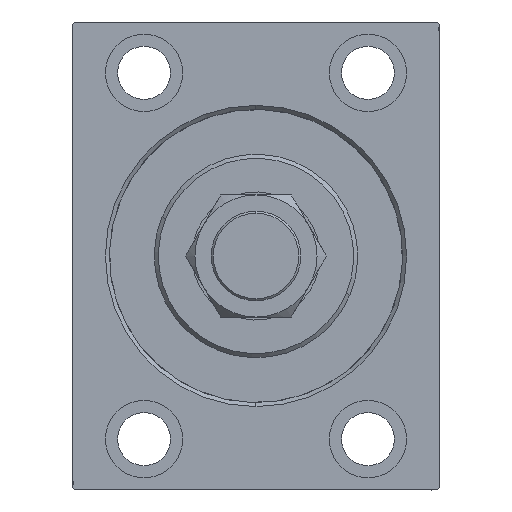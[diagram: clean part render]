
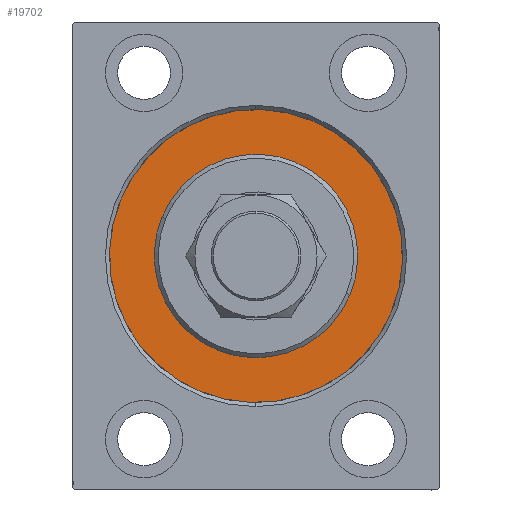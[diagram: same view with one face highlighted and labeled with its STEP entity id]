
A CAD part, left-side view. The second image highlights one B-rep face of the part: STEP entity #19702.
In plain terms, the highlighted face is planar.
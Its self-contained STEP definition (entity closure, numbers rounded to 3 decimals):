
#302 = EDGE_CURVE ( 'NONE', #32891, #42746, #4884, .T. ) ;
#1064 = DIRECTION ( 'NONE',  ( 0., 0., 1. ) ) ;
#2159 = DIRECTION ( 'NONE',  ( 0., 0., 1. ) ) ;
#2451 = EDGE_LOOP ( 'NONE', ( #3871, #15018 ) ) ;
#3871 = ORIENTED_EDGE ( 'NONE', *, *, #43924, .F. ) ;
#4884 = CIRCLE ( 'NONE', #18108, 25. ) ;
#12078 = CARTESIAN_POINT ( 'NONE',  ( 0., 0., 0. ) ) ;
#12618 = CARTESIAN_POINT ( 'NONE',  ( 0., 0., 0. ) ) ;
#13541 = CARTESIAN_POINT ( 'NONE',  ( 0., 0., 0. ) ) ;
#14384 = AXIS2_PLACEMENT_3D ( 'NONE', #12078, #40208, #2159 ) ;
#14749 = ORIENTED_EDGE ( 'NONE', *, *, #302, .F. ) ;
#15018 = ORIENTED_EDGE ( 'NONE', *, *, #34648, .F. ) ;
#15864 = FACE_OUTER_BOUND ( 'NONE', #2451, .T. ) ;
#16314 = DIRECTION ( 'NONE',  ( 0., 0., -1. ) ) ;
#16479 = AXIS2_PLACEMENT_3D ( 'NONE', #38201, #20688, #34747 ) ;
#18061 = CIRCLE ( 'NONE', #14384, 36. ) ;
#18108 = AXIS2_PLACEMENT_3D ( 'NONE', #13541, #20683, #16314 ) ;
#18603 = CARTESIAN_POINT ( 'NONE',  ( 0., 0., 36. ) ) ;
#19702 = ADVANCED_FACE ( 'NONE', ( #43969, #15864 ), #22538, .F. ) ;
#19978 = AXIS2_PLACEMENT_3D ( 'NONE', #12618, #25999, #37056 ) ;
#20585 = CARTESIAN_POINT ( 'NONE',  ( 0., 0., -25. ) ) ;
#20683 = DIRECTION ( 'NONE',  ( 1., 0., 0. ) ) ;
#20688 = DIRECTION ( 'NONE',  ( 1., 0., 0. ) ) ;
#21811 = CARTESIAN_POINT ( 'NONE',  ( 0., 0., 0. ) ) ;
#22538 = PLANE ( 'NONE',  #19978 ) ;
#24453 = ORIENTED_EDGE ( 'NONE', *, *, #31372, .F. ) ;
#25999 = DIRECTION ( 'NONE',  ( -1., 0., 0. ) ) ;
#27859 = EDGE_LOOP ( 'NONE', ( #14749, #24453 ) ) ;
#30806 = CIRCLE ( 'NONE', #41829, 36. ) ;
#31222 = CIRCLE ( 'NONE', #16479, 25. ) ;
#31372 = EDGE_CURVE ( 'NONE', #42746, #32891, #31222, .T. ) ;
#32875 = DIRECTION ( 'NONE',  ( -1., 0., 0. ) ) ;
#32891 = VERTEX_POINT ( 'NONE', #41765 ) ;
#34230 = VERTEX_POINT ( 'NONE', #18603 ) ;
#34648 = EDGE_CURVE ( 'NONE', #34230, #38024, #18061, .T. ) ;
#34747 = DIRECTION ( 'NONE',  ( 0., 0., -1. ) ) ;
#35181 = CARTESIAN_POINT ( 'NONE',  ( 0., 0., -36. ) ) ;
#37056 = DIRECTION ( 'NONE',  ( 0., 0., 1. ) ) ;
#38024 = VERTEX_POINT ( 'NONE', #35181 ) ;
#38201 = CARTESIAN_POINT ( 'NONE',  ( 0., 0., 0. ) ) ;
#40208 = DIRECTION ( 'NONE',  ( -1., 0., 0. ) ) ;
#41765 = CARTESIAN_POINT ( 'NONE',  ( 0., 0., 25. ) ) ;
#41829 = AXIS2_PLACEMENT_3D ( 'NONE', #21811, #32875, #1064 ) ;
#42746 = VERTEX_POINT ( 'NONE', #20585 ) ;
#43924 = EDGE_CURVE ( 'NONE', #38024, #34230, #30806, .T. ) ;
#43969 = FACE_BOUND ( 'NONE', #27859, .T. ) ;
